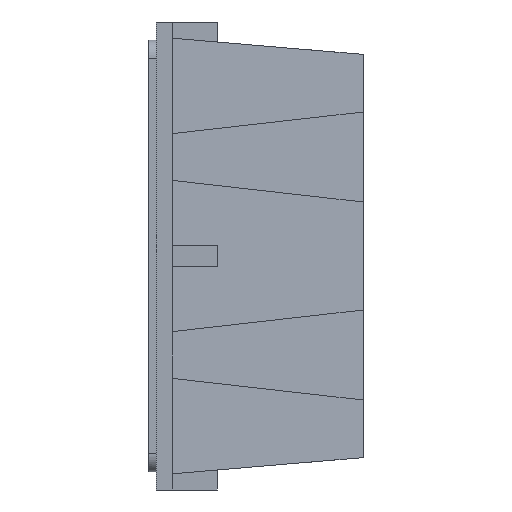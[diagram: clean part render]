
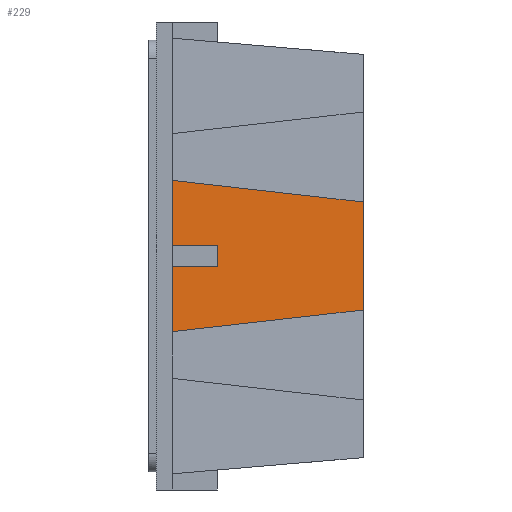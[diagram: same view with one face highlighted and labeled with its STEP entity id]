
A CAD part, left-side view. The second image highlights one B-rep face of the part: STEP entity #229.
In plain terms, the highlighted free-form (B-spline) face has degree [1, 1] with [2, 2] control points.
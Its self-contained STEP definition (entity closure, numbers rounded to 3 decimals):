
#229 = ADVANCED_FACE('',(#230),#260,.F.);
#230 = FACE_BOUND('',#231,.T.);
#231 = EDGE_LOOP('',(#232,#241,#248,#255));
#232 = ORIENTED_EDGE('',*,*,#233,.F.);
#233 = EDGE_CURVE('',#234,#236,#238,.T.);
#234 = VERTEX_POINT('',#235);
#235 = CARTESIAN_POINT('',(-1914.182,783.41,
    -310.408));
#236 = VERTEX_POINT('',#237);
#237 = CARTESIAN_POINT('',(-1914.182,783.41,
    310.408));
#238 = B_SPLINE_CURVE_WITH_KNOTS('',1,(#239,#240),.UNSPECIFIED.,.F.,.F.,
  (2,2),(440.,860.),.PIECEWISE_BEZIER_KNOTS.);
#239 = CARTESIAN_POINT('',(-1914.182,783.41,
    -310.408));
#240 = CARTESIAN_POINT('',(-1914.182,783.41,
    310.408));
#241 = ORIENTED_EDGE('',*,*,#242,.F.);
#242 = EDGE_CURVE('',#243,#234,#245,.T.);
#243 = VERTEX_POINT('',#244);
#244 = CARTESIAN_POINT('',(-1847.666,0.,-221.72));
#245 = B_SPLINE_CURVE_WITH_KNOTS('',1,(#246,#247),.UNSPECIFIED.,.F.,.F.,
  (2,2),(-535.28,0.),.PIECEWISE_BEZIER_KNOTS.);
#246 = CARTESIAN_POINT('',(-1847.666,0.,-221.72));
#247 = CARTESIAN_POINT('',(-1914.182,783.41,
    -310.408));
#248 = ORIENTED_EDGE('',*,*,#249,.T.);
#249 = EDGE_CURVE('',#243,#250,#252,.T.);
#250 = VERTEX_POINT('',#251);
#251 = CARTESIAN_POINT('',(-1847.666,0.,221.72));
#252 = B_SPLINE_CURVE_WITH_KNOTS('',1,(#253,#254),.UNSPECIFIED.,.F.,.F.,
  (2,2),(500.,800.),.PIECEWISE_BEZIER_KNOTS.);
#253 = CARTESIAN_POINT('',(-1847.666,0.,-221.72));
#254 = CARTESIAN_POINT('',(-1847.666,0.,221.72));
#255 = ORIENTED_EDGE('',*,*,#256,.F.);
#256 = EDGE_CURVE('',#236,#250,#257,.T.);
#257 = B_SPLINE_CURVE_WITH_KNOTS('',1,(#258,#259),.UNSPECIFIED.,.F.,.F.,
  (2,2),(0.,535.28),.PIECEWISE_BEZIER_KNOTS.);
#258 = CARTESIAN_POINT('',(-1914.182,783.41,
    310.408));
#259 = CARTESIAN_POINT('',(-1847.666,0.,
    221.72));
#260 = B_SPLINE_SURFACE_WITH_KNOTS('',1,1,(
    (#261,#262)
    ,(#263,#264
    )),.UNSPECIFIED.,.F.,.F.,.F.,(2,2),(2,2),(-531.907,
    0.),(440.,860.),.PIECEWISE_BEZIER_KNOTS.);
#261 = CARTESIAN_POINT('',(-1847.666,0.,-310.408));
#262 = CARTESIAN_POINT('',(-1847.666,0.,310.408));
#263 = CARTESIAN_POINT('',(-1914.182,783.41,
    -310.408));
#264 = CARTESIAN_POINT('',(-1914.182,783.41,
    310.408));
